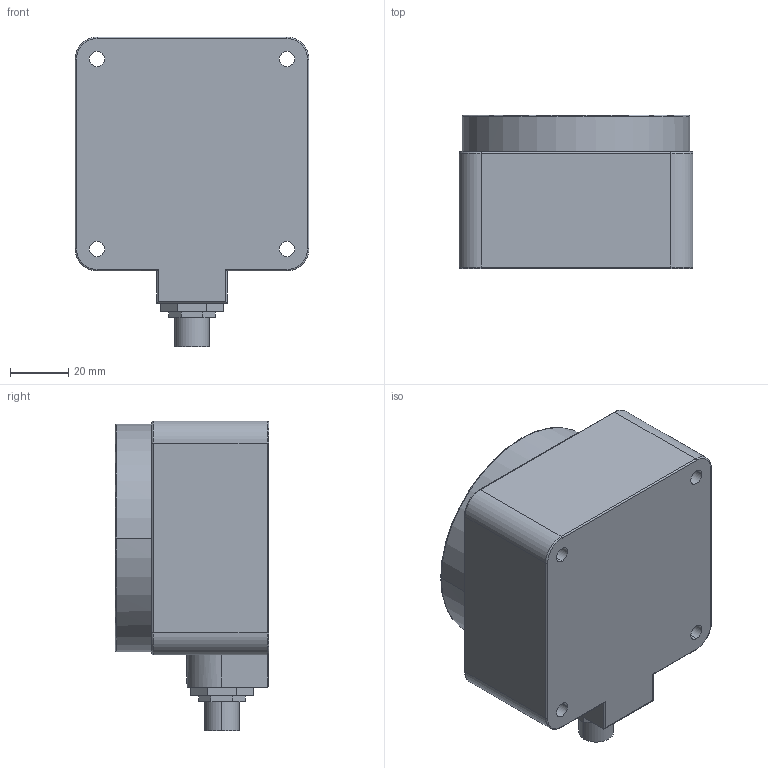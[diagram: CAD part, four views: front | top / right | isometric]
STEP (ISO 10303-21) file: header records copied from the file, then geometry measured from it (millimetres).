
FILE_DESCRIPTION((''),'2;1');
FILE_NAME('CAD0370_SW0001','2012-02-16T',('dhelisch'),(''),'PRO/ENGINEER BY PARAMETRIC TECHNOLOGY CORPORATION, 2007250','PRO/ENGINEER BY PARAMETRIC TECHNOLOGY CORPORATION, 2007250','');
FILE_SCHEMA(('CONFIG_CONTROL_DESIGN'));
Length unit declared in the file: millimetre
Products named in the file (1): CAD0370_SW0001
Bounding box: 80 x 52.5 x 106 mm (x, y, z)
Surface area: 33204.3 mm2 (no closed solid volume)
Topology: 0 solids, 1 shells, 83 faces, 196 edges, 122 vertices
Faces by surface type: cylinder 37, plane 36, torus 10
Entity records: 3132 total; most frequent: DIRECTION 444, CARTESIAN_POINT 428, ORIENTED_EDGE 392, EDGE_CURVE 196, AXIS2_PLACEMENT_3D 169, VERTEX_POINT 122, VECTOR 106, LINE 106
